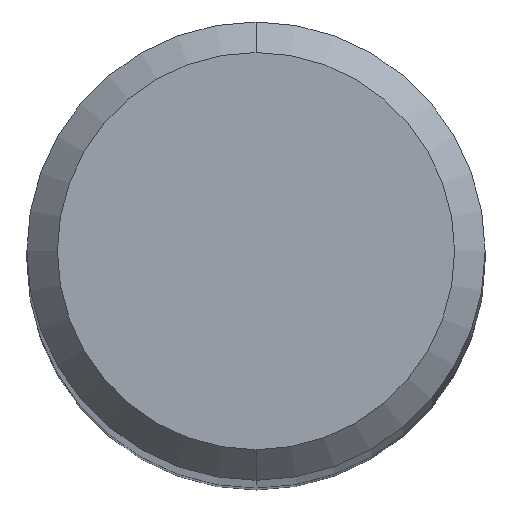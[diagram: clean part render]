
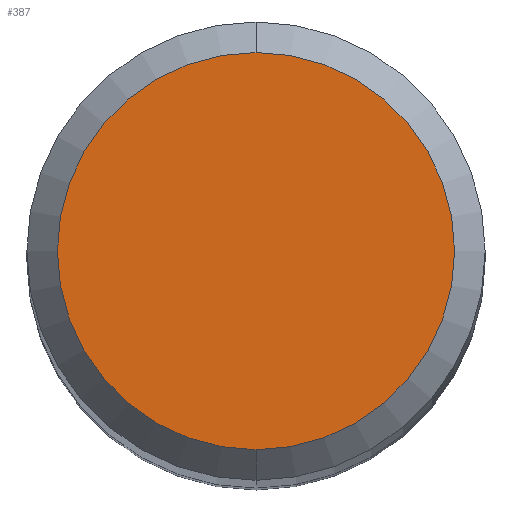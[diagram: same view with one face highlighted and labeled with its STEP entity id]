
A CAD part, top view. The second image highlights one B-rep face of the part: STEP entity #387.
In plain terms, the highlighted planar face has unit normal (0, 0, 1).
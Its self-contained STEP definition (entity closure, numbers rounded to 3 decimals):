
#175=VERTEX_POINT('',#450);
#177=EDGE_CURVE('',#315,#175,#452,.T.);
#291=EDGE_CURVE('',#175,#315,#577,.T.);
#315=VERTEX_POINT('',#603);
#387=ADVANCED_FACE('',(#683),#684,.T.);
#450=CARTESIAN_POINT('',(0.,-2.6,0.0));
#452=CIRCLE('',#764,2.6);
#577=CIRCLE('',#1013,2.6);
#603=CARTESIAN_POINT('',(0.0,2.6,0.0));
#683=FACE_OUTER_BOUND('',#1256,.T.);
#684=PLANE('',#1257);
#764=AXIS2_PLACEMENT_3D('',#1322,#1323,#1324);
#1013=AXIS2_PLACEMENT_3D('',#1466,#1467,#1468);
#1256=EDGE_LOOP('',(#1580,#1581));
#1257=AXIS2_PLACEMENT_3D('',#1582,#1583,#1584);
#1322=CARTESIAN_POINT('',(0.0,0.0,0.0));
#1323=DIRECTION('',(0.0,0.0,-1.0));
#1324=DIRECTION('',(0.0,1.0,0.0));
#1466=CARTESIAN_POINT('',(0.0,0.0,0.0));
#1467=DIRECTION('',(0.0,0.0,-1.0));
#1468=DIRECTION('',(0.0,1.0,0.0));
#1580=ORIENTED_EDGE('',*,*,#177,.F.);
#1581=ORIENTED_EDGE('',*,*,#291,.F.);
#1582=CARTESIAN_POINT('',(0.0,1.3,0.0));
#1583=DIRECTION('',(-0.0,0.0,1.0));
#1584=DIRECTION('',(0.0,-1.0,0.0));
